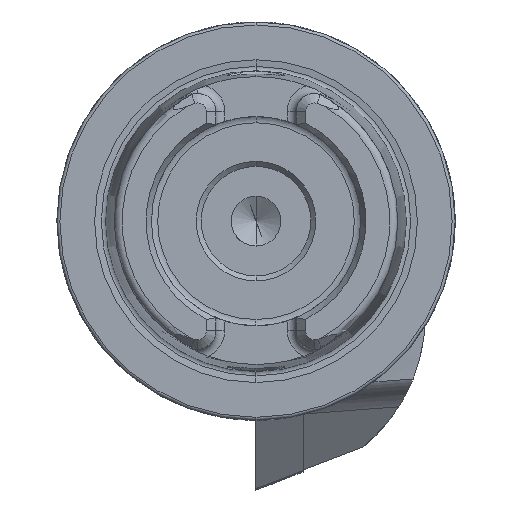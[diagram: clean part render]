
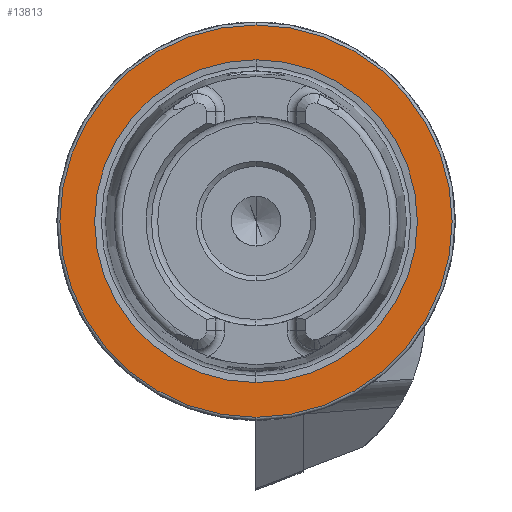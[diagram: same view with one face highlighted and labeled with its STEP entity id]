
A CAD part, left-side view. The second image highlights one B-rep face of the part: STEP entity #13813.
In plain terms, the highlighted planar face has unit normal (-1, 0, 0).
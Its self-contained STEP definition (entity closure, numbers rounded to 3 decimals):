
#260 = FACE_OUTER_BOUND ( 'NONE', #2893, .T. ) ;
#360 = VERTEX_POINT ( 'NONE', #1234 ) ;
#690 = DIRECTION ( 'NONE',  ( -1., 0., 0. ) ) ;
#733 = EDGE_CURVE ( 'NONE', #6626, #4553, #12513, .T. ) ;
#870 = CARTESIAN_POINT ( 'NONE',  ( 0., 0., 0. ) ) ;
#1198 = ORIENTED_EDGE ( 'NONE', *, *, #3592, .T. ) ;
#1234 = CARTESIAN_POINT ( 'NONE',  ( 0., 0., 19.7 ) ) ;
#1236 = DIRECTION ( 'NONE',  ( 1., 0., 0. ) ) ;
#1319 = CIRCLE ( 'NONE', #7867, 16.207 ) ;
#1746 = CARTESIAN_POINT ( 'NONE',  ( 0., 0., 0. ) ) ;
#1781 = CARTESIAN_POINT ( 'NONE',  ( 0., 0., -19.7 ) ) ;
#2160 = ORIENTED_EDGE ( 'NONE', *, *, #733, .F. ) ;
#2762 = CARTESIAN_POINT ( 'NONE',  ( 0., 0., 0. ) ) ;
#2893 = EDGE_LOOP ( 'NONE', ( #12008, #1198 ) ) ;
#3592 = EDGE_CURVE ( 'NONE', #4892, #360, #8160, .T. ) ;
#3854 = DIRECTION ( 'NONE',  ( 0., 0., 1. ) ) ;
#3864 = DIRECTION ( 'NONE',  ( 0., 0., 1. ) ) ;
#4321 = EDGE_CURVE ( 'NONE', #360, #4892, #8305, .T. ) ;
#4535 = PLANE ( 'NONE',  #5825 ) ;
#4553 = VERTEX_POINT ( 'NONE', #8577 ) ;
#4892 = VERTEX_POINT ( 'NONE', #1781 ) ;
#5639 = DIRECTION ( 'NONE',  ( 0., 0., -1. ) ) ;
#5825 = AXIS2_PLACEMENT_3D ( 'NONE', #8695, #1236, #5639 ) ;
#6022 = CARTESIAN_POINT ( 'NONE',  ( 0., 0., -16.207 ) ) ;
#6264 = EDGE_CURVE ( 'NONE', #4553, #6626, #1319, .T. ) ;
#6493 = AXIS2_PLACEMENT_3D ( 'NONE', #2762, #690, #3864 ) ;
#6626 = VERTEX_POINT ( 'NONE', #6022 ) ;
#7381 = CARTESIAN_POINT ( 'NONE',  ( 0., 0., 0. ) ) ;
#7867 = AXIS2_PLACEMENT_3D ( 'NONE', #1746, #9130, #3854 ) ;
#8115 = AXIS2_PLACEMENT_3D ( 'NONE', #7381, #13651, #12578 ) ;
#8160 = CIRCLE ( 'NONE', #6493, 19.7 ) ;
#8305 = CIRCLE ( 'NONE', #8115, 19.7 ) ;
#8370 = DIRECTION ( 'NONE',  ( 0., 0., 1. ) ) ;
#8577 = CARTESIAN_POINT ( 'NONE',  ( 0., 0., 16.207 ) ) ;
#8695 = CARTESIAN_POINT ( 'NONE',  ( 0., 19.7, 0. ) ) ;
#9130 = DIRECTION ( 'NONE',  ( -1., 0., 0. ) ) ;
#9905 = EDGE_LOOP ( 'NONE', ( #11429, #2160 ) ) ;
#11340 = AXIS2_PLACEMENT_3D ( 'NONE', #870, #11750, #8370 ) ;
#11429 = ORIENTED_EDGE ( 'NONE', *, *, #6264, .F. ) ;
#11750 = DIRECTION ( 'NONE',  ( -1., 0., 0. ) ) ;
#12008 = ORIENTED_EDGE ( 'NONE', *, *, #4321, .T. ) ;
#12372 = FACE_BOUND ( 'NONE', #9905, .T. ) ;
#12513 = CIRCLE ( 'NONE', #11340, 16.207 ) ;
#12578 = DIRECTION ( 'NONE',  ( 0., 0., 1. ) ) ;
#13651 = DIRECTION ( 'NONE',  ( -1., 0., 0. ) ) ;
#13813 = ADVANCED_FACE ( 'NONE', ( #12372, #260 ), #4535, .F. ) ;
